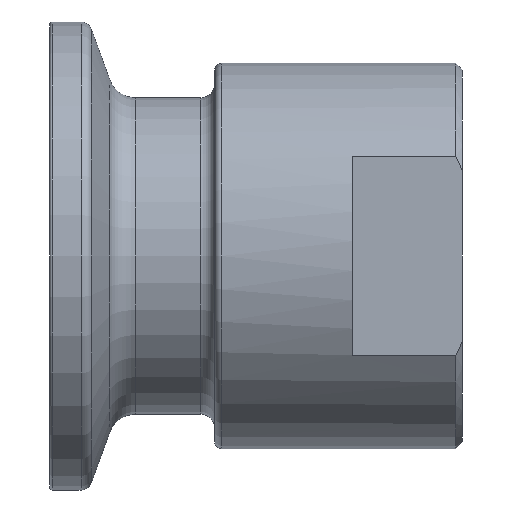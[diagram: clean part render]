
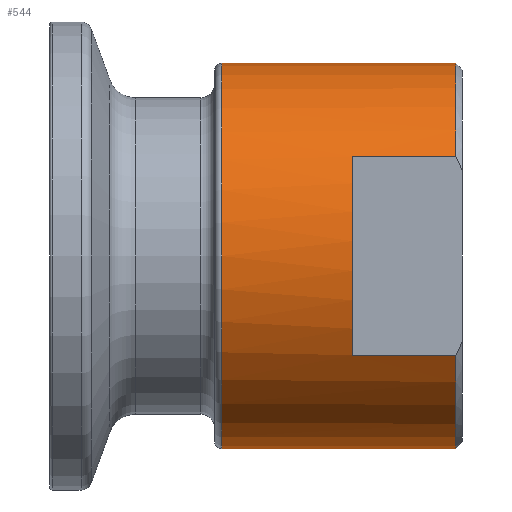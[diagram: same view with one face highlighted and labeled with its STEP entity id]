
A CAD part, front view. The second image highlights one B-rep face of the part: STEP entity #544.
In plain terms, the highlighted cylindrical face has radius 14 mm (diameter 28 mm), a partial arc.
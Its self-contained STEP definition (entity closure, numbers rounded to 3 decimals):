
#7 = ORIENTED_EDGE ( 'NONE', *, *, #364, .T. ) ;
#41 = DIRECTION ( 'NONE',  ( 0., 0., 1. ) ) ;
#91 = DIRECTION ( 'NONE',  ( -1., 0., 0. ) ) ;
#104 = ORIENTED_EDGE ( 'NONE', *, *, #315, .T. ) ;
#134 = ORIENTED_EDGE ( 'NONE', *, *, #414, .T. ) ;
#143 = EDGE_CURVE ( 'NONE', #1340, #340, #1133, .T. ) ;
#152 = CARTESIAN_POINT ( 'NONE',  ( 29.5, -12., 7.211 ) ) ;
#178 = CIRCLE ( 'NONE', #1327, 14. ) ;
#215 = CARTESIAN_POINT ( 'NONE',  ( 22., -12., 7.211 ) ) ;
#248 = DIRECTION ( 'NONE',  ( -1., 0., 0. ) ) ;
#266 = CARTESIAN_POINT ( 'NONE',  ( -2.381, 0., -14. ) ) ;
#301 = FACE_OUTER_BOUND ( 'NONE', #1282, .T. ) ;
#315 = EDGE_CURVE ( 'NONE', #1098, #1340, #178, .T. ) ;
#322 = CARTESIAN_POINT ( 'NONE',  ( 29.5, -12., -7.211 ) ) ;
#339 = CIRCLE ( 'NONE', #615, 14. ) ;
#340 = VERTEX_POINT ( 'NONE', #469 ) ;
#353 = EDGE_CURVE ( 'NONE', #764, #1078, #339, .T. ) ;
#364 = EDGE_CURVE ( 'NONE', #978, #1319, #1173, .T. ) ;
#371 = CARTESIAN_POINT ( 'NONE',  ( 29.5, 0., -14. ) ) ;
#414 = EDGE_CURVE ( 'NONE', #858, #978, #1034, .T. ) ;
#424 = CARTESIAN_POINT ( 'NONE',  ( 12.5, 0., -14. ) ) ;
#469 = CARTESIAN_POINT ( 'NONE',  ( 22., -12., -7.211 ) ) ;
#476 = DIRECTION ( 'NONE',  ( -1., 0., 0. ) ) ;
#482 = ORIENTED_EDGE ( 'NONE', *, *, #143, .T. ) ;
#544 = ADVANCED_FACE ( 'NONE', ( #301 ), #735, .T. ) ;
#569 = VECTOR ( 'NONE', #1269, 1000. ) ;
#572 = AXIS2_PLACEMENT_3D ( 'NONE', #1060, #91, #765 ) ;
#586 = LINE ( 'NONE', #1114, #1090 ) ;
#606 = CARTESIAN_POINT ( 'NONE',  ( -2.381, -12., 7.211 ) ) ;
#615 = AXIS2_PLACEMENT_3D ( 'NONE', #1321, #248, #900 ) ;
#652 = DIRECTION ( 'NONE',  ( -1., 0., 0. ) ) ;
#679 = AXIS2_PLACEMENT_3D ( 'NONE', #911, #694, #1123 ) ;
#686 = CARTESIAN_POINT ( 'NONE',  ( 12.5, 0., 14. ) ) ;
#694 = DIRECTION ( 'NONE',  ( 1., 0., 0. ) ) ;
#726 = CARTESIAN_POINT ( 'NONE',  ( -2.381, -12., -7.211 ) ) ;
#735 = CYLINDRICAL_SURFACE ( 'NONE', #572, 14. ) ;
#764 = VERTEX_POINT ( 'NONE', #424 ) ;
#765 = DIRECTION ( 'NONE',  ( 0., 0., 1. ) ) ;
#858 = VERTEX_POINT ( 'NONE', #215 ) ;
#890 = ORIENTED_EDGE ( 'NONE', *, *, #1099, .F. ) ;
#900 = DIRECTION ( 'NONE',  ( 0., 0., 1. ) ) ;
#911 = CARTESIAN_POINT ( 'NONE',  ( 22., 0., 0. ) ) ;
#922 = ORIENTED_EDGE ( 'NONE', *, *, #1147, .F. ) ;
#928 = LINE ( 'NONE', #266, #1000 ) ;
#939 = DIRECTION ( 'NONE',  ( 1., 0., 0. ) ) ;
#944 = CARTESIAN_POINT ( 'NONE',  ( 29.5, 0., 14. ) ) ;
#978 = VERTEX_POINT ( 'NONE', #152 ) ;
#981 = EDGE_CURVE ( 'NONE', #1319, #1078, #586, .T. ) ;
#1000 = VECTOR ( 'NONE', #1030, 1000. ) ;
#1015 = DIRECTION ( 'NONE',  ( -1., 0., 0. ) ) ;
#1030 = DIRECTION ( 'NONE',  ( -1., 0., 0. ) ) ;
#1034 = LINE ( 'NONE', #606, #1041 ) ;
#1041 = VECTOR ( 'NONE', #939, 1000. ) ;
#1060 = CARTESIAN_POINT ( 'NONE',  ( -2.381, 0., 0. ) ) ;
#1062 = ORIENTED_EDGE ( 'NONE', *, *, #981, .T. ) ;
#1078 = VERTEX_POINT ( 'NONE', #686 ) ;
#1082 = CARTESIAN_POINT ( 'NONE',  ( 29.5, 0., 0. ) ) ;
#1089 = DIRECTION ( 'NONE',  ( 0., 0., 1. ) ) ;
#1090 = VECTOR ( 'NONE', #1015, 1000. ) ;
#1098 = VERTEX_POINT ( 'NONE', #371 ) ;
#1099 = EDGE_CURVE ( 'NONE', #1098, #764, #928, .T. ) ;
#1102 = CARTESIAN_POINT ( 'NONE',  ( 29.5, 0., 0. ) ) ;
#1114 = CARTESIAN_POINT ( 'NONE',  ( -2.381, 0., 14. ) ) ;
#1123 = DIRECTION ( 'NONE',  ( 0., 0., -1. ) ) ;
#1133 = LINE ( 'NONE', #726, #569 ) ;
#1147 = EDGE_CURVE ( 'NONE', #858, #340, #1314, .T. ) ;
#1173 = CIRCLE ( 'NONE', #1328, 14. ) ;
#1269 = DIRECTION ( 'NONE',  ( -1., 0., 0. ) ) ;
#1282 = EDGE_LOOP ( 'NONE', ( #890, #104, #482, #922, #134, #7, #1062, #1383 ) ) ;
#1314 = CIRCLE ( 'NONE', #679, 14. ) ;
#1319 = VERTEX_POINT ( 'NONE', #944 ) ;
#1321 = CARTESIAN_POINT ( 'NONE',  ( 12.5, 0., 0. ) ) ;
#1327 = AXIS2_PLACEMENT_3D ( 'NONE', #1082, #652, #1089 ) ;
#1328 = AXIS2_PLACEMENT_3D ( 'NONE', #1102, #476, #41 ) ;
#1340 = VERTEX_POINT ( 'NONE', #322 ) ;
#1383 = ORIENTED_EDGE ( 'NONE', *, *, #353, .F. ) ;
